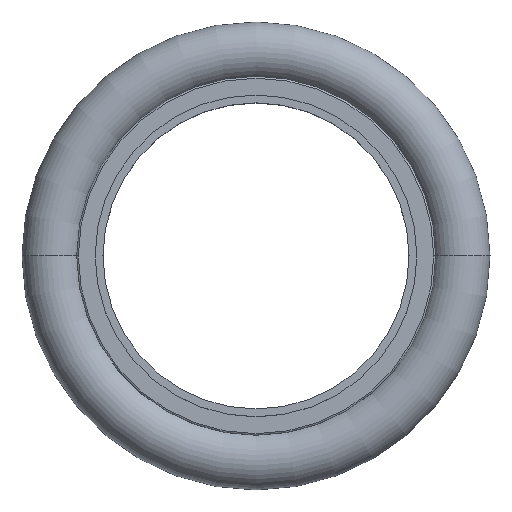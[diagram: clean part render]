
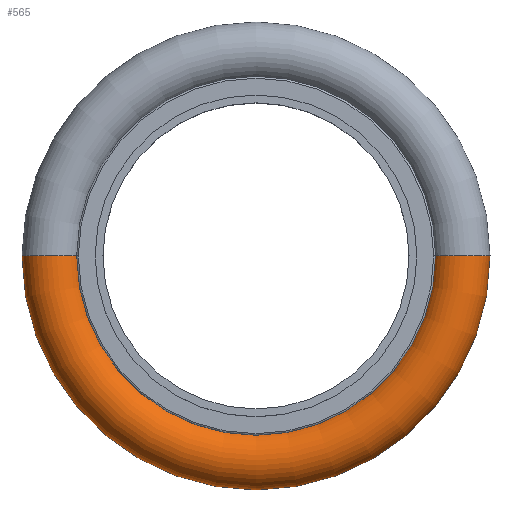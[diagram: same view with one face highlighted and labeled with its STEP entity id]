
A CAD part, top view. The second image highlights one B-rep face of the part: STEP entity #565.
In plain terms, the highlighted toroidal (fillet/blend) face has major radius 16.459 mm and minor radius 2.381 mm.
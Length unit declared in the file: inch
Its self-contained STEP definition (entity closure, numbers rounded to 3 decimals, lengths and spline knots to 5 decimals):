
#9 = FACE_OUTER_BOUND ( 'NONE', #706, .T. ) ;
#16 = VERTEX_POINT ( 'NONE', #490 ) ;
#22 = DIRECTION ( 'NONE',  ( 0., 0., -1. ) ) ;
#28 = CARTESIAN_POINT ( 'NONE',  ( -0.648, 0., 0.1575 ) ) ;
#33 = DIRECTION ( 'NONE',  ( 0., 0., -1. ) ) ;
#43 = VERTEX_POINT ( 'NONE', #427 ) ;
#59 = EDGE_CURVE ( 'NONE', #16, #520, #95, .T. ) ;
#95 = CIRCLE ( 'NONE', #270, 0.09375 ) ;
#133 = EDGE_CURVE ( 'NONE', #43, #412, #801, .T. ) ;
#155 = CARTESIAN_POINT ( 'NONE',  ( 0.648, 0., 0.1575 ) ) ;
#164 = DIRECTION ( 'NONE',  ( 0., 1., 0. ) ) ;
#179 = AXIS2_PLACEMENT_3D ( 'NONE', #201, #539, #529 ) ;
#201 = CARTESIAN_POINT ( 'NONE',  ( 0., 0., 0.1575 ) ) ;
#270 = AXIS2_PLACEMENT_3D ( 'NONE', #28, #487, #22 ) ;
#320 = AXIS2_PLACEMENT_3D ( 'NONE', #155, #164, #617 ) ;
#346 = DIRECTION ( 'NONE',  ( -1., 0., 0. ) ) ;
#364 = AXIS2_PLACEMENT_3D ( 'NONE', #857, #526, #346 ) ;
#401 = ORIENTED_EDGE ( 'NONE', *, *, #669, .T. ) ;
#412 = VERTEX_POINT ( 'NONE', #585 ) ;
#427 = CARTESIAN_POINT ( 'NONE',  ( 0.55425, 0., 0.1575 ) ) ;
#487 = DIRECTION ( 'NONE',  ( 0., -1., 0. ) ) ;
#490 = CARTESIAN_POINT ( 'NONE',  ( -0.55425, 0., 0.1575 ) ) ;
#498 = CIRCLE ( 'NONE', #595, 0.74175 ) ;
#511 = CIRCLE ( 'NONE', #364, 0.55425 ) ;
#520 = VERTEX_POINT ( 'NONE', #771 ) ;
#526 = DIRECTION ( 'NONE',  ( 0., 0., -1. ) ) ;
#527 = ORIENTED_EDGE ( 'NONE', *, *, #133, .F. ) ;
#529 = DIRECTION ( 'NONE',  ( -1., 0., 0. ) ) ;
#539 = DIRECTION ( 'NONE',  ( 0., 0., -1. ) ) ;
#565 = ADVANCED_FACE ( 'NONE', ( #9 ), #787, .T. ) ;
#585 = CARTESIAN_POINT ( 'NONE',  ( 0.74175, 0., 0.1575 ) ) ;
#595 = AXIS2_PLACEMENT_3D ( 'NONE', #701, #33, #832 ) ;
#617 = DIRECTION ( 'NONE',  ( -1., 0., 0. ) ) ;
#669 = EDGE_CURVE ( 'NONE', #43, #16, #511, .T. ) ;
#692 = ORIENTED_EDGE ( 'NONE', *, *, #59, .T. ) ;
#701 = CARTESIAN_POINT ( 'NONE',  ( 0., 0., 0.1575 ) ) ;
#706 = EDGE_LOOP ( 'NONE', ( #712, #527, #401, #692 ) ) ;
#712 = ORIENTED_EDGE ( 'NONE', *, *, #823, .F. ) ;
#771 = CARTESIAN_POINT ( 'NONE',  ( -0.74175, 0., 0.1575 ) ) ;
#787 = TOROIDAL_SURFACE ( 'NONE', #179, 0.648, 0.09375 ) ;
#801 = CIRCLE ( 'NONE', #320, 0.09375 ) ;
#823 = EDGE_CURVE ( 'NONE', #412, #520, #498, .T. ) ;
#832 = DIRECTION ( 'NONE',  ( -1., 0., 0. ) ) ;
#857 = CARTESIAN_POINT ( 'NONE',  ( 0., 0., 0.1575 ) ) ;
